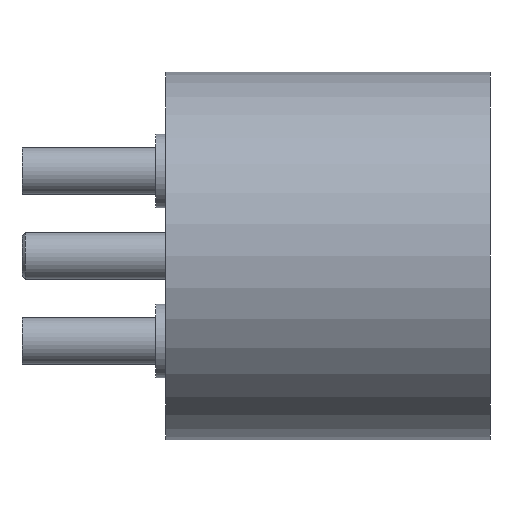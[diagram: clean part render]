
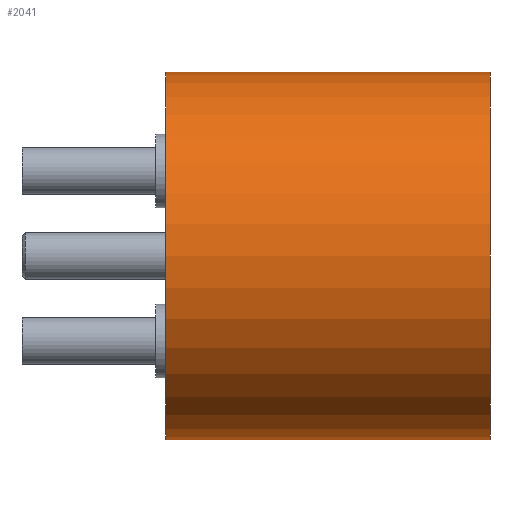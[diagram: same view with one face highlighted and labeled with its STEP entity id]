
A CAD part, front view. The second image highlights one B-rep face of the part: STEP entity #2041.
In plain terms, the highlighted cylindrical face has radius 2.75 mm (diameter 5.5 mm), a partial arc.
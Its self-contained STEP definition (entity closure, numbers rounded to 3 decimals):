
#1 = CARTESIAN_POINT ( 'NONE',  ( -2.75, 0., 0. ) ) ;
#14 = VERTEX_POINT ( 'NONE', #2509 ) ;
#85 = DIRECTION ( 'NONE',  ( 1., 0., 0. ) ) ;
#231 = CARTESIAN_POINT ( 'NONE',  ( 0., 0., -4.85 ) ) ;
#391 = VERTEX_POINT ( 'NONE', #1292 ) ;
#677 = CARTESIAN_POINT ( 'NONE',  ( 0., 0., 0. ) ) ;
#807 = DIRECTION ( 'NONE',  ( 0., 0., 1. ) ) ;
#896 = AXIS2_PLACEMENT_3D ( 'NONE', #677, #1426, #1940 ) ;
#910 = EDGE_CURVE ( 'NONE', #391, #14, #2680, .T. ) ;
#937 = CARTESIAN_POINT ( 'NONE',  ( -2.75, 0., 0. ) ) ;
#1147 = VERTEX_POINT ( 'NONE', #3174 ) ;
#1244 = VERTEX_POINT ( 'NONE', #937 ) ;
#1292 = CARTESIAN_POINT ( 'NONE',  ( 2.75, 0., -4.85 ) ) ;
#1308 = VECTOR ( 'NONE', #3200, 1000. ) ;
#1411 = DIRECTION ( 'NONE',  ( 0., 0., 1. ) ) ;
#1426 = DIRECTION ( 'NONE',  ( 0., 0., 1. ) ) ;
#1491 = LINE ( 'NONE', #1, #1308 ) ;
#1580 = CARTESIAN_POINT ( 'NONE',  ( 2.75, 0., 0. ) ) ;
#1713 = CIRCLE ( 'NONE', #2417, 2.75 ) ;
#1830 = DIRECTION ( 'NONE',  ( 0., 0., 1. ) ) ;
#1878 = EDGE_CURVE ( 'NONE', #1147, #391, #1713, .T. ) ;
#1940 = DIRECTION ( 'NONE',  ( 1., 0., 0. ) ) ;
#2003 = VECTOR ( 'NONE', #1830, 1000. ) ;
#2041 = ADVANCED_FACE ( 'NONE', ( #3155 ), #2082, .T. ) ;
#2082 = CYLINDRICAL_SURFACE ( 'NONE', #2259, 2.75 ) ;
#2165 = EDGE_CURVE ( 'NONE', #1244, #14, #2311, .T. ) ;
#2259 = AXIS2_PLACEMENT_3D ( 'NONE', #2356, #807, #85 ) ;
#2286 = ORIENTED_EDGE ( 'NONE', *, *, #2655, .F. ) ;
#2289 = ORIENTED_EDGE ( 'NONE', *, *, #910, .T. ) ;
#2311 = CIRCLE ( 'NONE', #896, 2.75 ) ;
#2356 = CARTESIAN_POINT ( 'NONE',  ( 0., 0., 0. ) ) ;
#2384 = ORIENTED_EDGE ( 'NONE', *, *, #1878, .T. ) ;
#2417 = AXIS2_PLACEMENT_3D ( 'NONE', #231, #1411, #2714 ) ;
#2509 = CARTESIAN_POINT ( 'NONE',  ( 2.75, 0., 0. ) ) ;
#2655 = EDGE_CURVE ( 'NONE', #1147, #1244, #1491, .T. ) ;
#2680 = LINE ( 'NONE', #1580, #2003 ) ;
#2714 = DIRECTION ( 'NONE',  ( 1., 0., 0. ) ) ;
#2815 = ORIENTED_EDGE ( 'NONE', *, *, #2165, .F. ) ;
#3009 = EDGE_LOOP ( 'NONE', ( #2286, #2384, #2289, #2815 ) ) ;
#3155 = FACE_OUTER_BOUND ( 'NONE', #3009, .T. ) ;
#3174 = CARTESIAN_POINT ( 'NONE',  ( -2.75, 0., -4.85 ) ) ;
#3200 = DIRECTION ( 'NONE',  ( 0., 0., 1. ) ) ;
